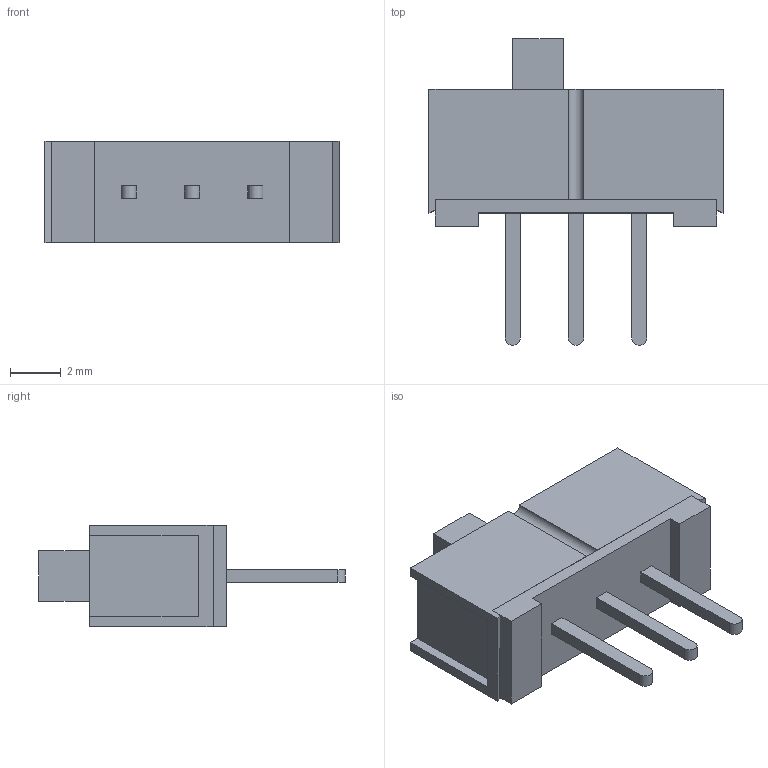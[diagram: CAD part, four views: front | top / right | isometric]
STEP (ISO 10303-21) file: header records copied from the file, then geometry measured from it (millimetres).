
FILE_DESCRIPTION (( 'STEP AP214' ), '1' );
FILE_NAME ('MINI-SPDT-SW.STEP', '2020-04-18T03:51:19', ( '' ), ( '' ), 'SwSTEP 2.0', 'SolidWorks 2017', '' );
FILE_SCHEMA (( 'AUTOMOTIVE_DESIGN' ));
Length unit declared in the file: millimetre
Products named in the file (1): MINI-SPDT-SW
Bounding box: 11.6 x 12.1 x 4 mm (x, y, z)
Volume: 232.1 mm3; surface area: 426.8 mm2
Topology: 6 solids, 6 shells, 61 faces, 144 edges, 96 vertices
Faces by surface type: plane 56, cylinder 5
Entity records: 1807 total; most frequent: CARTESIAN_POINT 302, ORIENTED_EDGE 288, DIRECTION 278, EDGE_CURVE 144, LINE 134, VECTOR 134, VERTEX_POINT 96, AXIS2_PLACEMENT_3D 72
